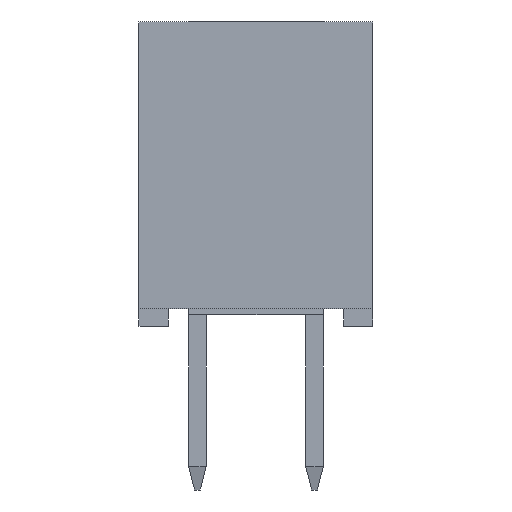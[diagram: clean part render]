
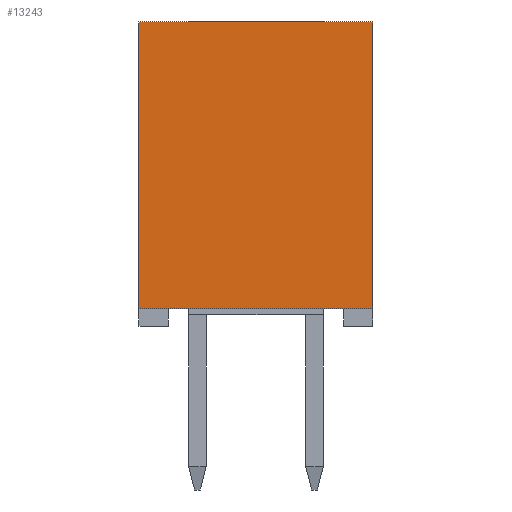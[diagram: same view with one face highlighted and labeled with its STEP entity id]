
A CAD part, front view. The second image highlights one B-rep face of the part: STEP entity #13243.
In plain terms, the highlighted face is planar.
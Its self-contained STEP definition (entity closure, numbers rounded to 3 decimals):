
#1213=ORIENTED_EDGE('',*,*,#3855,.F.);
#1214=ORIENTED_EDGE('',*,*,#3856,.F.);
#1215=ORIENTED_EDGE('',*,*,#3857,.F.);
#1216=ORIENTED_EDGE('',*,*,#3858,.F.);
#3855=EDGE_CURVE('',#5166,#5167,#6215,.T.);
#3856=EDGE_CURVE('',#5168,#5166,#6216,.T.);
#3857=EDGE_CURVE('',#5169,#5168,#6217,.T.);
#3858=EDGE_CURVE('',#5167,#5169,#6218,.T.);
#5166=VERTEX_POINT('',#18123);
#5167=VERTEX_POINT('',#18124);
#5168=VERTEX_POINT('',#18126);
#5169=VERTEX_POINT('',#18128);
#6215=LINE('',#18122,#7510);
#6216=LINE('',#18125,#7511);
#6217=LINE('',#18127,#7512);
#6218=LINE('',#18129,#7513);
#7510=VECTOR('',#15311,1000.);
#7511=VECTOR('',#15312,1000.);
#7512=VECTOR('',#15313,1000.);
#7513=VECTOR('',#15314,1000.);
#8438=EDGE_LOOP('',(#1213,#1214,#1215,#1216));
#8969=FACE_BOUND('',#8438,.T.);
#9493=PLANE('',#13790);
#13243=ADVANCED_FACE('',(#8969),#9493,.F.);
#13790=AXIS2_PLACEMENT_3D('',#18121,#15309,#15310);
#15309=DIRECTION('',(-1.,0.,0.));
#15310=DIRECTION('',(0.,0.,1.));
#15311=DIRECTION('',(0.,0.,1.));
#15312=DIRECTION('',(0.,-1.,0.));
#15313=DIRECTION('',(0.,0.,-1.));
#15314=DIRECTION('',(0.,1.,0.));
#18121=CARTESIAN_POINT('',(9.05,0.,0.));
#18122=CARTESIAN_POINT('',(9.05,-2.,-1.45));
#18123=CARTESIAN_POINT('',(9.05,-2.,-1.45));
#18124=CARTESIAN_POINT('',(9.05,-2.,3.45));
#18125=CARTESIAN_POINT('',(9.05,2.,-1.45));
#18126=CARTESIAN_POINT('',(9.05,2.,-1.45));
#18127=CARTESIAN_POINT('',(9.05,2.,1.45));
#18128=CARTESIAN_POINT('',(9.05,2.,3.45));
#18129=CARTESIAN_POINT('',(9.05,-2.,3.45));
